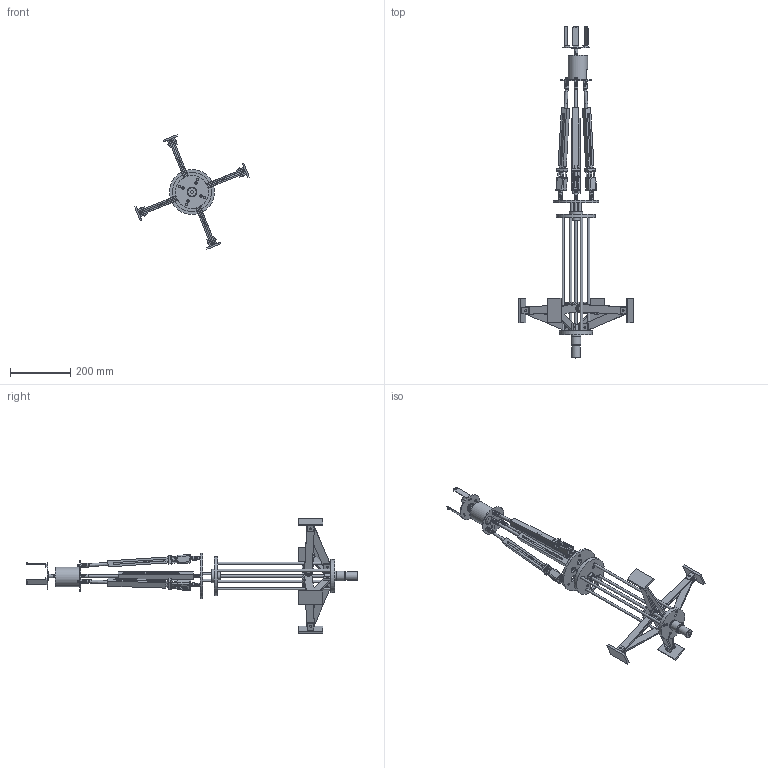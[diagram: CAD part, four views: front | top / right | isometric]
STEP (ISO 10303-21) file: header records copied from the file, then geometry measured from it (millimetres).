
FILE_DESCRIPTION(/* description */ (''),/* implementation_level */ '2;1');
FILE_NAME(/* name */ 'borewell rescue bot prototype bot-1.stp',/* time_stamp */ '2021-05-02T18:58:19+05:00',/* author */ ('ASUS'),/* organization */ (''),/* preprocessor_version */ 'ST-DEVELOPER v18.1',/* originating_system */ 'Autodesk Inventor 2021',/* authorisation */ '');
FILE_SCHEMA (('AUTOMOTIVE_DESIGN { 1 0 10303 214 3 1 1 }'));
Products named in the file (58): borewell rescue bot prototype bot-1; base; Craftsman Socket U-Joint; Craftsman Socket U-Joint_1; Craftsman Socket U-Joint_2; platform; Craftsman Socket U-Joint_3; Craftsman Socket U-Joint_4; Craftsman Socket U-Joint_5; Craftsman Socket U-Joint_6; Craftsman Socket U-Joint_7; Craftsman Socket U-Joint Base; Craftsman Socket U-Joint Intermediate Body; Craftsman Socket U-Joint Drive; telescopic boom1; boom 3; boom to female; Bearing; %3% BS 290 - SKF 618/6; JGB37-520; COUPLING BRACKET, GEARED BODY TO DC MOTOR, JGB37-520; GEARED BODY, MOTOR, JGB37-520; PLASTIC COVER, DC MOTOR, JGB37-520; SHAFT COUPLER, JGB37-520; pan cross head_am_B18.6.7M - M2 x 0.4 x 25 Type I Cross Recessed PHMS
 --25N; MOTOR SHAFT, JGB37-520; CONNECTION, DC MOTOR, JGB37-520; DC MOTOR, JGB37-520; z axis-motor coupling; jack-pin; Bearing_1; BS 292 Part 1 - 61800 - 10 x 19 x 5; z axis motor cover; n20 motor 3dp support; female joint for uv; coupler; MicroGearmotor v3; piston; plunger; leadscrew ...
Assembly tree (128 placements, depth 4):
  borewell rescue bot prototype bot-1
    base
    Craftsman Socket U-Joint
      Craftsman Socket U-Joint Base
      Craftsman Socket U-Joint Intermediate Body
      Craftsman Socket U-Joint Drive
    Craftsman Socket U-Joint_1
      Craftsman Socket U-Joint Base
      Craftsman Socket U-Joint Intermediate Body
      Craftsman Socket U-Joint Drive
    Craftsman Socket U-Joint_2
      Craftsman Socket U-Joint Base
      Craftsman Socket U-Joint Intermediate Body
      Craftsman Socket U-Joint Drive
    platform
    Craftsman Socket U-Joint_3
      Craftsman Socket U-Joint Base
      Craftsman Socket U-Joint Intermediate Body
      Craftsman Socket U-Joint Drive
    Craftsman Socket U-Joint_4
      Craftsman Socket U-Joint Base
      Craftsman Socket U-Joint Intermediate Body
      Craftsman Socket U-Joint Drive
    Craftsman Socket U-Joint_5
      Craftsman Socket U-Joint Base
      Craftsman Socket U-Joint Intermediate Body
      Craftsman Socket U-Joint Drive
    Craftsman Socket U-Joint_6
      Craftsman Socket U-Joint Base
      Craftsman Socket U-Joint Intermediate Body
      Craftsman Socket U-Joint Drive
    Craftsman Socket U-Joint_7
      Craftsman Socket U-Joint Base
      Craftsman Socket U-Joint Intermediate Body
      Craftsman Socket U-Joint Drive
    telescopic boom1
    boom 3
    boom to female
    Bearing
      %3% BS 290 - SKF 618/6
    JGB37-520
      pan cross head_am_B18.6.7M - M2 x 0.4 x 25 Type I Cross Recessed PHMS
 --25N  x3
      COUPLING BRACKET, GEARED BODY TO DC MOTOR, JGB37-520
      GEARED BODY, MOTOR, JGB37-520
      CONNECTION, DC MOTOR, JGB37-520  x2
      PLASTIC COVER, DC MOTOR, JGB37-520
      SHAFT COUPLER, JGB37-520
      MOTOR SHAFT, JGB37-520
      DC MOTOR, JGB37-520
    z axis-motor coupling
    jack-pin
    Bearing_1
      BS 292 Part 1 - 61800 - 10 x 19 x 5
    z axis motor cover
    n20 motor 3dp support  x3
    female joint for uv  x3
    coupler  x3
    MicroGearmotor v3  x3
    piston  x3
    plunger  x3
Bounding box: 382.09 x 1104.5 x 382.09 mm (x, y, z)
Volume: 1562597.2 mm3; surface area: 733397.1 mm2
Topology: 164 solids, 172 shells, 3200 faces, 8534 edges, 5790 vertices
Faces by surface type: plane 1518, cylinder 976, bspline 448, torus 136, cone 92, sphere 30
Full cylindrical faces by diameter (mm): 1 x15, 1.139 x18, 1.271 x6, 1.538 x12, 1.6 x15, 1.8 x6, 2 x9, 2.5 x6, 2.6 x3, 2.921 x48, 3 x32, 3.048 x16, 3.2 x21, 4 x41, 4.2 x31, 5 x17, 5.5 x48, 6 x29, 6.2 x9, 6.5 x8, 7.5 x10, 8 x23, 8.2 x10, 8.24 x2, 10 x21, 10.76 x2, 11 x1, 12 x6, 12.5 x1, 12.934 x2
Entity records: 47717 total; most frequent: CARTESIAN_POINT 16138, DIRECTION 6256, ORIENTED_EDGE 5836, EDGE_CURVE 2920, AXIS2_PLACEMENT_3D 2479, VERTEX_POINT 2066, EDGE_LOOP 1524, LINE 1298
